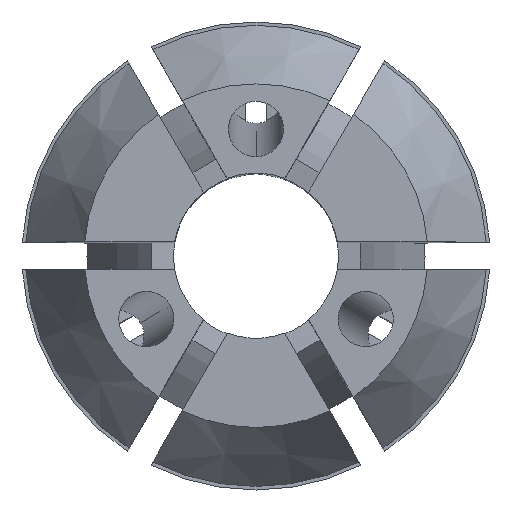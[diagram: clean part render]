
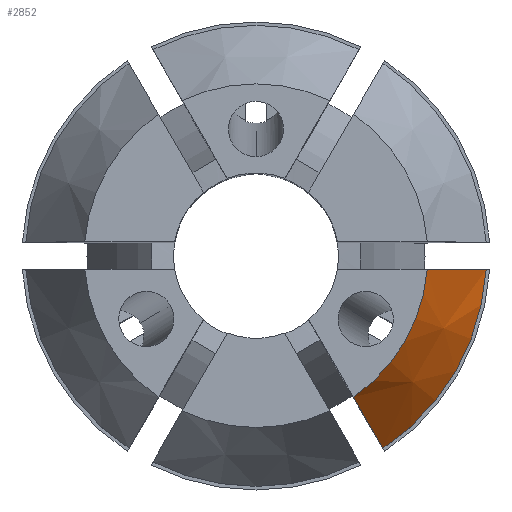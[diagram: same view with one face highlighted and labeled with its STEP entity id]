
A CAD part, top view. The second image highlights one B-rep face of the part: STEP entity #2852.
In plain terms, the highlighted conical face has half-angle 30 degrees and reference radius 8.375 mm.
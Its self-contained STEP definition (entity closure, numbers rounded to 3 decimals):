
#15 = CARTESIAN_POINT ( 'NONE',  ( 0., 0., 23.803 ) ) ;
#33 = VERTEX_POINT ( 'NONE', #3009 ) ;
#116 = CARTESIAN_POINT ( 'NONE',  ( 4.257, -6.373, 25.035 ) ) ;
#173 = DIRECTION ( 'NONE',  ( -1., 0., 0. ) ) ;
#458 = CARTESIAN_POINT ( 'NONE',  ( 0., 0., 27.5 ) ) ;
#486 = AXIS2_PLACEMENT_3D ( 'NONE', #15, #1614, #1284 ) ;
#599 = B_SPLINE_CURVE_WITH_KNOTS ( 'NONE', 3,
 ( #2653, #2960, #116, #804 ),
 .UNSPECIFIED., .F., .F.,
 ( 4, 4 ),
 ( 0., 0.004 ),
 .UNSPECIFIED. ) ;
#749 = DIRECTION ( 'NONE',  ( 0., 0., -1. ) ) ;
#785 = CARTESIAN_POINT ( 'NONE',  ( 6.934, -0.5, 26.268 ) ) ;
#798 = CARTESIAN_POINT ( 'NONE',  ( 7.647, -0.5, 25.035 ) ) ;
#804 = CARTESIAN_POINT ( 'NONE',  ( 4.613, -6.99, 23.803 ) ) ;
#952 = EDGE_CURVE ( 'NONE', #33, #1807, #3762, .T. ) ;
#973 = DIRECTION ( 'NONE',  ( -1., 0., 0. ) ) ;
#977 = ORIENTED_EDGE ( 'NONE', *, *, #3444, .T. ) ;
#1152 = ORIENTED_EDGE ( 'NONE', *, *, #2472, .T. ) ;
#1255 = ORIENTED_EDGE ( 'NONE', *, *, #3203, .F. ) ;
#1284 = DIRECTION ( 'NONE',  ( -1., 0., 0. ) ) ;
#1339 = EDGE_LOOP ( 'NONE', ( #977, #1152, #1255, #2299 ) ) ;
#1456 = VERTEX_POINT ( 'NONE', #1562 ) ;
#1562 = CARTESIAN_POINT ( 'NONE',  ( 4.613, -6.99, 23.803 ) ) ;
#1614 = DIRECTION ( 'NONE',  ( 0., 0., -1. ) ) ;
#1710 = CARTESIAN_POINT ( 'NONE',  ( 6.22, -0.5, 27.5 ) ) ;
#1807 = VERTEX_POINT ( 'NONE', #3983 ) ;
#1917 = CARTESIAN_POINT ( 'NONE',  ( 0., 0., 23.803 ) ) ;
#2299 = ORIENTED_EDGE ( 'NONE', *, *, #952, .T. ) ;
#2334 = FACE_OUTER_BOUND ( 'NONE', #1339, .T. ) ;
#2346 = VERTEX_POINT ( 'NONE', #2933 ) ;
#2472 = EDGE_CURVE ( 'NONE', #2346, #1456, #599, .T. ) ;
#2623 = CIRCLE ( 'NONE', #486, 8.375 ) ;
#2653 = CARTESIAN_POINT ( 'NONE',  ( 3.543, -5.137, 27.5 ) ) ;
#2852 = ADVANCED_FACE ( 'NONE', ( #2334 ), #3787, .T. ) ;
#2859 = DIRECTION ( 'NONE',  ( 0., 0., -1. ) ) ;
#2933 = CARTESIAN_POINT ( 'NONE',  ( 3.543, -5.137, 27.5 ) ) ;
#2960 = CARTESIAN_POINT ( 'NONE',  ( 3.9, -5.755, 26.268 ) ) ;
#3009 = CARTESIAN_POINT ( 'NONE',  ( 8.36, -0.5, 23.803 ) ) ;
#3081 = CIRCLE ( 'NONE', #3798, 6.24 ) ;
#3203 = EDGE_CURVE ( 'NONE', #33, #1456, #2623, .T. ) ;
#3444 = EDGE_CURVE ( 'NONE', #1807, #2346, #3081, .T. ) ;
#3606 = CARTESIAN_POINT ( 'NONE',  ( 8.36, -0.5, 23.803 ) ) ;
#3762 = B_SPLINE_CURVE_WITH_KNOTS ( 'NONE', 3,
 ( #3606, #798, #785, #1710 ),
 .UNSPECIFIED., .F., .F.,
 ( 4, 4 ),
 ( 0.012, 0.016 ),
 .UNSPECIFIED. ) ;
#3787 = CONICAL_SURFACE ( 'NONE', #3895, 8.375, 0.524 ) ;
#3798 = AXIS2_PLACEMENT_3D ( 'NONE', #458, #749, #173 ) ;
#3895 = AXIS2_PLACEMENT_3D ( 'NONE', #1917, #2859, #973 ) ;
#3983 = CARTESIAN_POINT ( 'NONE',  ( 6.22, -0.5, 27.5 ) ) ;
